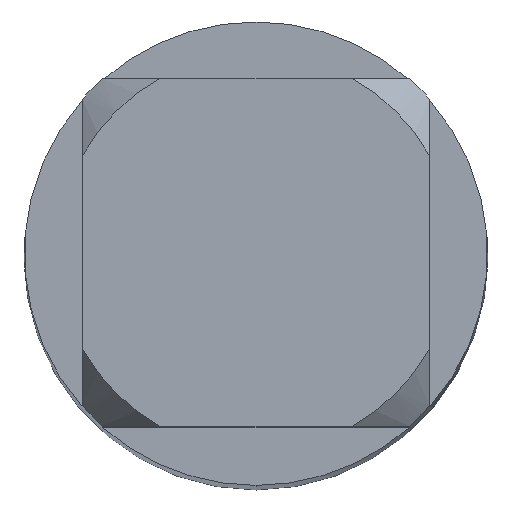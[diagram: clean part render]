
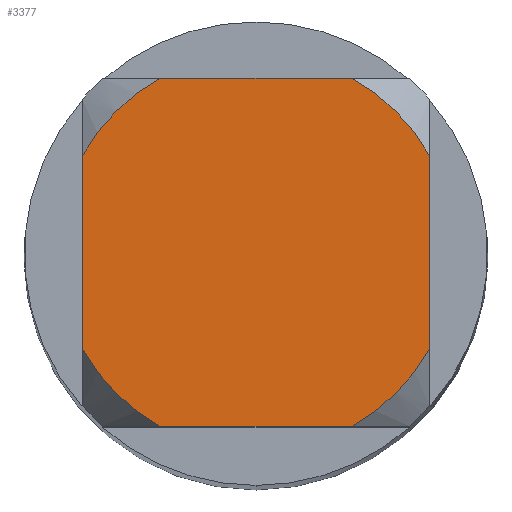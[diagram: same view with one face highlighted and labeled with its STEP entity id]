
A CAD part, top view. The second image highlights one B-rep face of the part: STEP entity #3377.
In plain terms, the highlighted planar face has unit normal (0, 0, 1).
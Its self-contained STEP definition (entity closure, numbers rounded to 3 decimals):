
#3377=ADVANCED_FACE('',(#8963),#8964,.T.);
#3451=VERTEX_POINT('',#9041);
#4311=EDGE_CURVE('',#8297,#6699,#9986,.T.);
#4359=VERTEX_POINT('',#10037);
#4421=EDGE_CURVE('',#3451,#6331,#10103,.T.);
#4679=EDGE_CURVE('',#6923,#4359,#10382,.T.);
#5865=EDGE_CURVE('',#7141,#4359,#11673,.T.);
#6331=VERTEX_POINT('',#12179);
#6469=VERTEX_POINT('',#12325);
#6663=EDGE_CURVE('',#7141,#6469,#12538,.T.);
#6699=VERTEX_POINT('',#12576);
#6873=EDGE_CURVE('',#6923,#6331,#12774,.T.);
#6923=VERTEX_POINT('',#12826);
#7141=VERTEX_POINT('',#13067);
#7853=EDGE_CURVE('',#8297,#6469,#13855,.T.);
#7983=EDGE_CURVE('',#3451,#6699,#13997,.T.);
#8297=VERTEX_POINT('',#14336);
#8963=FACE_OUTER_BOUND('',#16373,.T.);
#8964=PLANE('',#16374);
#9041=CARTESIAN_POINT('',(1.05,-0.581,0.0));
#9986=CIRCLE('',#19674,1.2);
#10037=CARTESIAN_POINT('',(-1.05,-0.581,0.0));
#10103=CIRCLE('',#19881,1.2);
#10382=CIRCLE('',#20480,1.2);
#11673=LINE('',#23734,#23735);
#12179=CARTESIAN_POINT('',(0.581,-1.05,0.0));
#12325=CARTESIAN_POINT('',(-0.581,1.05,0.0));
#12538=CIRCLE('',#25831,1.2);
#12576=CARTESIAN_POINT('',(1.05,0.581,0.0));
#12774=LINE('',#26285,#26286);
#12826=CARTESIAN_POINT('',(-0.581,-1.05,0.0));
#13067=CARTESIAN_POINT('',(-1.05,0.581,0.0));
#13855=LINE('',#28616,#28617);
#13997=LINE('',#28916,#28917);
#14336=CARTESIAN_POINT('',(0.581,1.05,0.0));
#16373=EDGE_LOOP('',(#30596,#30597,#30598,#30599,#30600,#30601,#30602,#30603));
#16374=AXIS2_PLACEMENT_3D('',#30604,#30605,#30606);
#19674=AXIS2_PLACEMENT_3D('',#31972,#31973,#31974);
#19881=AXIS2_PLACEMENT_3D('',#32091,#32092,#32093);
#20480=AXIS2_PLACEMENT_3D('',#32379,#32380,#32381);
#23734=CARTESIAN_POINT('',(-1.05,0.3,0.0));
#23735=VECTOR('',#33724,1.0);
#25831=AXIS2_PLACEMENT_3D('',#34520,#34521,#34522);
#26285=CARTESIAN_POINT('',(0.0,-1.05,0.0));
#26286=VECTOR('',#34808,1.0);
#28616=CARTESIAN_POINT('',(0.0,1.05,0.0));
#28617=VECTOR('',#35945,1.0);
#28916=CARTESIAN_POINT('',(1.05,0.3,0.0));
#28917=VECTOR('',#36096,1.0);
#30596=ORIENTED_EDGE('',*,*,#5865,.T.);
#30597=ORIENTED_EDGE('',*,*,#4679,.F.);
#30598=ORIENTED_EDGE('',*,*,#6873,.T.);
#30599=ORIENTED_EDGE('',*,*,#4421,.F.);
#30600=ORIENTED_EDGE('',*,*,#7983,.T.);
#30601=ORIENTED_EDGE('',*,*,#4311,.F.);
#30602=ORIENTED_EDGE('',*,*,#7853,.T.);
#30603=ORIENTED_EDGE('',*,*,#6663,.F.);
#30604=CARTESIAN_POINT('',(0.0,0.6,0.0));
#30605=DIRECTION('',(-0.0,0.0,1.0));
#30606=DIRECTION('',(0.0,-1.0,0.0));
#31972=CARTESIAN_POINT('',(0.0,0.0,0.0));
#31973=DIRECTION('',(0.0,0.0,-1.0));
#31974=DIRECTION('',(0.0,1.0,0.0));
#32091=CARTESIAN_POINT('',(0.0,0.0,0.0));
#32092=DIRECTION('',(0.0,0.0,-1.0));
#32093=DIRECTION('',(0.0,1.0,0.0));
#32379=CARTESIAN_POINT('',(0.0,0.0,0.0));
#32380=DIRECTION('',(0.0,0.0,-1.0));
#32381=DIRECTION('',(0.0,1.0,0.0));
#33724=DIRECTION('',(-0.0,-1.0,0.0));
#34520=CARTESIAN_POINT('',(0.0,0.0,0.0));
#34521=DIRECTION('',(0.0,0.0,-1.0));
#34522=DIRECTION('',(0.0,1.0,0.0));
#34808=DIRECTION('',(1.0,0.0,0.0));
#35945=DIRECTION('',(-1.0,0.0,0.0));
#36096=DIRECTION('',(-0.0,1.0,0.0));
